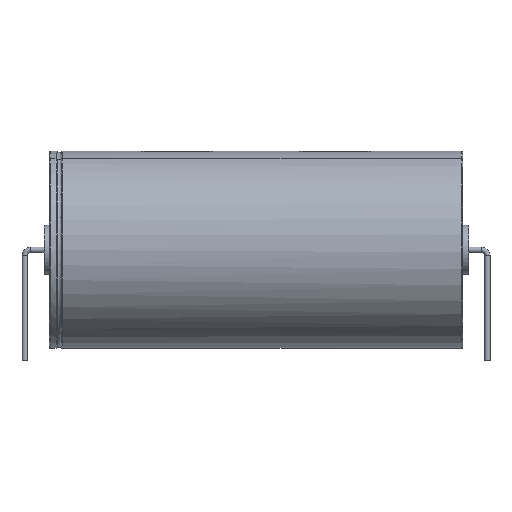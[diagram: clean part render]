
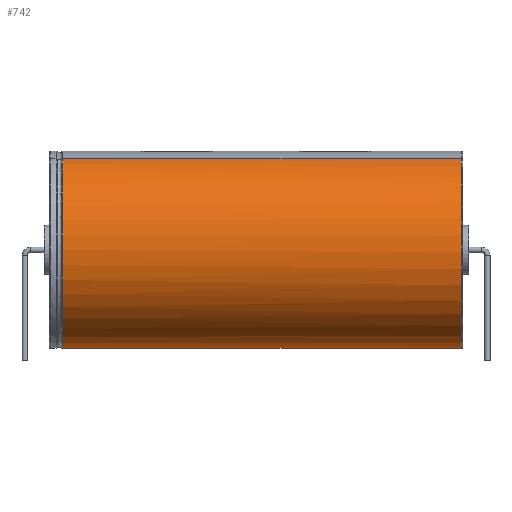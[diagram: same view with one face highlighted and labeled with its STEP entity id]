
A CAD part, front view. The second image highlights one B-rep face of the part: STEP entity #742.
In plain terms, the highlighted cylindrical face has radius 16 mm (diameter 32 mm), a partial arc.
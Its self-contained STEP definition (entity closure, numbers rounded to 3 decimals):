
#168=DIRECTION('',(-1.,0.,0.));
#182=DIRECTION('',(0.,0.383,0.924));
#285=VECTOR('',#286,1.);
#286=DIRECTION('',(1.,0.,0.));
#601=VERTEX_POINT('',#602);
#602=CARTESIAN_POINT('',(-31.365,6.123,30.782));
#612=ORIENTED_EDGE('',*,*,#613,.T.);
#613=EDGE_CURVE('',#601,#614,#616,.T.);
#614=VERTEX_POINT('',#615);
#615=CARTESIAN_POINT('',(-31.365,-6.123,30.782));
#616=B_SPLINE_CURVE_WITH_KNOTS('',13,(#617,#618,#619,#620,#621,#622,#623,#624,#625,#626,#627,#628,#629,#630,#631,#632,#633,#634,#635,#636,#637,#638,#639,#640,#641,#642,#643,#644,#645,#646,#647,#648,#649,#650,#651,#652,#653,#654),.UNSPECIFIED.,.F.,.F.,(14,12,12,14),(-3.748,0.,87.965,91.713),.UNSPECIFIED.);
#617=CARTESIAN_POINT('',(-31.365,2.66,32.216));
#618=CARTESIAN_POINT('',(-31.365,2.928,32.105));
#619=CARTESIAN_POINT('',(-31.365,3.196,31.994));
#620=CARTESIAN_POINT('',(-31.365,3.464,31.883));
#621=CARTESIAN_POINT('',(-31.365,3.731,31.773));
#622=CARTESIAN_POINT('',(-31.365,3.998,31.662));
#623=CARTESIAN_POINT('',(-31.365,4.265,31.552));
#624=CARTESIAN_POINT('',(-31.365,4.531,31.441));
#625=CARTESIAN_POINT('',(-31.365,4.797,31.331));
#626=CARTESIAN_POINT('',(-31.365,5.063,31.221));
#627=CARTESIAN_POINT('',(-31.365,5.328,31.111));
#628=CARTESIAN_POINT('',(-31.365,5.594,31.001));
#629=CARTESIAN_POINT('',(-31.365,5.858,30.892));
#630=CARTESIAN_POINT('',(-31.365,12.331,28.211));
#631=CARTESIAN_POINT('',(-31.365,17.458,22.777));
#632=CARTESIAN_POINT('',(-31.365,19.939,14.98));
#633=CARTESIAN_POINT('',(-31.365,18.554,6.316));
#634=CARTESIAN_POINT('',(-31.365,13.242,-0.996));
#635=CARTESIAN_POINT('',(-31.365,5.042,-5.648));
#636=CARTESIAN_POINT('',(-31.365,-5.042,-5.648));
#637=CARTESIAN_POINT('',(-31.365,-13.242,-0.996));
#638=CARTESIAN_POINT('',(-31.365,-18.554,6.316));
#639=CARTESIAN_POINT('',(-31.365,-19.939,14.98));
#640=CARTESIAN_POINT('',(-31.365,-17.458,22.777));
#641=CARTESIAN_POINT('',(-31.365,-12.331,28.211));
#642=CARTESIAN_POINT('',(-31.365,-5.858,30.892));
#643=CARTESIAN_POINT('',(-31.365,-5.594,31.001));
#644=CARTESIAN_POINT('',(-31.365,-5.328,31.111));
#645=CARTESIAN_POINT('',(-31.365,-5.063,31.221));
#646=CARTESIAN_POINT('',(-31.365,-4.797,31.331));
#647=CARTESIAN_POINT('',(-31.365,-4.531,31.441));
#648=CARTESIAN_POINT('',(-31.365,-4.265,31.552));
#649=CARTESIAN_POINT('',(-31.365,-3.998,31.662));
#650=CARTESIAN_POINT('',(-31.365,-3.731,31.773));
#651=CARTESIAN_POINT('',(-31.365,-3.464,31.883));
#652=CARTESIAN_POINT('',(-31.365,-3.196,31.994));
#653=CARTESIAN_POINT('',(-31.365,-2.928,32.105));
#654=CARTESIAN_POINT('',(-31.365,-2.66,32.216));
#742=ADVANCED_FACE('',(#743),#762,.T.);
#743=FACE_BOUND('',#744,.F.);
#744=EDGE_LOOP('',(#745,#612,#751,#757));
#745=ORIENTED_EDGE('',*,*,#746,.F.);
#746=EDGE_CURVE('',#601,#747,#749,.T.);
#747=VERTEX_POINT('',#748);
#748=CARTESIAN_POINT('',(33.3,6.123,30.782));
#749=LINE('',#750,#285);
#750=CARTESIAN_POINT('',(-31.5,6.123,30.782));
#751=ORIENTED_EDGE('',*,*,#752,.T.);
#752=EDGE_CURVE('',#614,#753,#755,.T.);
#753=VERTEX_POINT('',#754);
#754=CARTESIAN_POINT('',(33.3,-6.123,30.782));
#755=LINE('',#756,#285);
#756=CARTESIAN_POINT('',(-31.5,-6.123,30.782));
#757=ORIENTED_EDGE('',*,*,#758,.F.);
#758=EDGE_CURVE('',#747,#753,#759,.T.);
#759=CIRCLE('',#760,16.);
#760=AXIS2_PLACEMENT_3D('',#761,#168,#182);
#761=CARTESIAN_POINT('',(33.3,0.,16.));
#762=CYLINDRICAL_SURFACE('',#763,16.);
#763=AXIS2_PLACEMENT_3D('',#764,#286,#182);
#764=CARTESIAN_POINT('',(-31.5,0.,16.));
